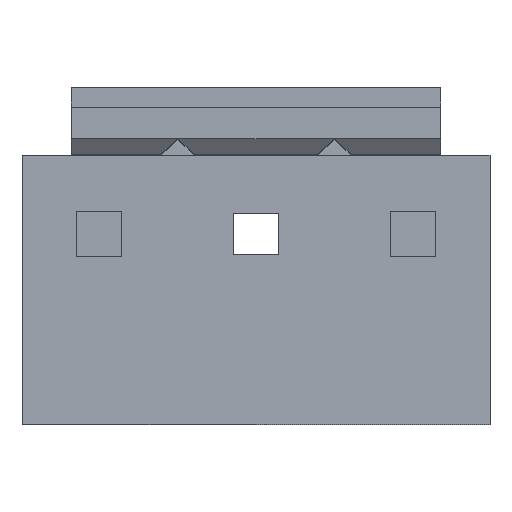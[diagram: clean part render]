
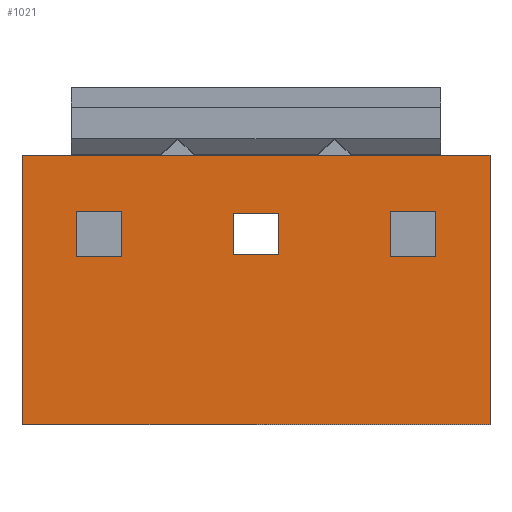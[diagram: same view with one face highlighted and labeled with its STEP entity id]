
A CAD part, top view. The second image highlights one B-rep face of the part: STEP entity #1021.
In plain terms, the highlighted planar face has unit normal (0, 0, 1).
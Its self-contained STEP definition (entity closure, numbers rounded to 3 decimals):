
#138=DIRECTION('',(0.,-1.,0.));
#139=VECTOR('',#138,6.8);
#140=CARTESIAN_POINT('',(-5.91,2.,0.));
#141=LINE('',#140,#139);
#242=DIRECTION('',(0.,-1.,0.));
#243=VECTOR('',#242,6.8);
#244=CARTESIAN_POINT('',(5.91,2.,0.));
#245=LINE('',#244,#243);
#254=DIRECTION('',(1.,0.,0.));
#255=VECTOR('',#254,11.82);
#256=CARTESIAN_POINT('',(-5.91,-4.8,0.));
#257=LINE('',#256,#255);
#258=DIRECTION('',(-1.,0.,0.));
#259=VECTOR('',#258,1.25);
#260=CARTESIAN_POINT('',(5.91,2.,0.));
#261=LINE('',#260,#259);
#262=DIRECTION('',(1.,0.,0.));
#263=VECTOR('',#262,1.25);
#264=CARTESIAN_POINT('',(-5.91,2.,0.));
#265=LINE('',#264,#263);
#266=DIRECTION('',(1.,0.,0.));
#267=VECTOR('',#266,9.32);
#268=CARTESIAN_POINT('',(-4.66,2.,0.));
#269=LINE('',#268,#267);
#270=DIRECTION('',(0.,-1.,0.));
#271=VECTOR('',#270,1.14);
#272=CARTESIAN_POINT('',(-3.39,0.57,0.));
#273=LINE('',#272,#271);
#274=DIRECTION('',(-1.,0.,0.));
#275=VECTOR('',#274,1.14);
#276=CARTESIAN_POINT('',(-3.39,0.57,0.));
#277=LINE('',#276,#275);
#278=DIRECTION('',(0.,-1.,0.));
#279=VECTOR('',#278,1.14);
#280=CARTESIAN_POINT('',(-4.53,0.57,0.));
#281=LINE('',#280,#279);
#282=DIRECTION('',(-1.,0.,0.));
#283=VECTOR('',#282,1.14);
#284=CARTESIAN_POINT('',(-3.39,-0.57,0.));
#285=LINE('',#284,#283);
#286=DIRECTION('',(0.,-1.,0.));
#287=VECTOR('',#286,1.14);
#288=CARTESIAN_POINT('',(4.53,0.57,0.));
#289=LINE('',#288,#287);
#290=DIRECTION('',(-1.,0.,0.));
#291=VECTOR('',#290,1.14);
#292=CARTESIAN_POINT('',(4.53,0.57,0.));
#293=LINE('',#292,#291);
#294=DIRECTION('',(0.,-1.,0.));
#295=VECTOR('',#294,1.14);
#296=CARTESIAN_POINT('',(3.39,0.57,0.));
#297=LINE('',#296,#295);
#298=DIRECTION('',(-1.,0.,0.));
#299=VECTOR('',#298,1.14);
#300=CARTESIAN_POINT('',(4.53,-0.57,0.));
#301=LINE('',#300,#299);
#302=DIRECTION('',(0.,-1.,0.));
#303=VECTOR('',#302,1.04);
#304=CARTESIAN_POINT('',(-0.57,0.52,0.));
#305=LINE('',#304,#303);
#306=DIRECTION('',(1.,0.,0.));
#307=VECTOR('',#306,1.14);
#308=CARTESIAN_POINT('',(-0.57,-0.52,0.));
#309=LINE('',#308,#307);
#310=DIRECTION('',(0.,1.,0.));
#311=VECTOR('',#310,1.04);
#312=CARTESIAN_POINT('',(0.57,-0.52,0.));
#313=LINE('',#312,#311);
#314=DIRECTION('',(-1.,0.,0.));
#315=VECTOR('',#314,1.14);
#316=CARTESIAN_POINT('',(0.57,0.52,0.));
#317=LINE('',#316,#315);
#654=CARTESIAN_POINT('',(-5.91,-4.8,0.));
#656=VERTEX_POINT('',#654);
#662=CARTESIAN_POINT('',(5.91,-4.8,0.));
#664=VERTEX_POINT('',#662);
#670=CARTESIAN_POINT('',(-5.91,2.,0.));
#672=VERTEX_POINT('',#670);
#674=CARTESIAN_POINT('',(5.91,2.,0.));
#676=VERTEX_POINT('',#674);
#710=CARTESIAN_POINT('',(4.66,2.,0.));
#711=VERTEX_POINT('',#710);
#712=CARTESIAN_POINT('',(-4.66,2.,0.));
#713=VERTEX_POINT('',#712);
#734=CARTESIAN_POINT('',(-3.39,0.57,0.));
#735=CARTESIAN_POINT('',(-3.39,-0.57,0.));
#736=VERTEX_POINT('',#734);
#737=VERTEX_POINT('',#735);
#738=CARTESIAN_POINT('',(-4.53,0.57,0.));
#739=CARTESIAN_POINT('',(-4.53,-0.57,0.));
#740=VERTEX_POINT('',#738);
#741=VERTEX_POINT('',#739);
#766=CARTESIAN_POINT('',(4.53,0.57,0.));
#767=CARTESIAN_POINT('',(4.53,-0.57,0.));
#768=VERTEX_POINT('',#766);
#769=VERTEX_POINT('',#767);
#770=CARTESIAN_POINT('',(3.39,0.57,0.));
#771=CARTESIAN_POINT('',(3.39,-0.57,0.));
#772=VERTEX_POINT('',#770);
#773=VERTEX_POINT('',#771);
#782=CARTESIAN_POINT('',(-0.57,0.52,0.));
#783=CARTESIAN_POINT('',(-0.57,-0.52,0.));
#784=VERTEX_POINT('',#782);
#785=VERTEX_POINT('',#783);
#786=CARTESIAN_POINT('',(0.57,-0.52,0.));
#787=VERTEX_POINT('',#786);
#788=CARTESIAN_POINT('',(0.57,0.52,0.));
#789=VERTEX_POINT('',#788);
#977=CARTESIAN_POINT('',(-5.91,2.,0.));
#978=DIRECTION('',(0.,0.,1.));
#979=DIRECTION('',(0.,-1.,0.));
#980=AXIS2_PLACEMENT_3D('',#977,#978,#979);
#981=PLANE('',#980);
#982=ORIENTED_EDGE('',*,*,#912,.F.);
#983=ORIENTED_EDGE('',*,*,#933,.T.);
#984=ORIENTED_EDGE('',*,*,#970,.F.);
#985=ORIENTED_EDGE('',*,*,#829,.F.);
#986=ORIENTED_EDGE('',*,*,#852,.T.);
#988=ORIENTED_EDGE('',*,*,#987,.T.);
#989=EDGE_LOOP('',(#982,#983,#984,#985,#986,#988));
#990=FACE_OUTER_BOUND('',#989,.F.);
#992=ORIENTED_EDGE('',*,*,#991,.F.);
#994=ORIENTED_EDGE('',*,*,#993,.T.);
#996=ORIENTED_EDGE('',*,*,#995,.T.);
#998=ORIENTED_EDGE('',*,*,#997,.F.);
#999=EDGE_LOOP('',(#992,#994,#996,#998));
#1000=FACE_BOUND('',#999,.F.);
#1002=ORIENTED_EDGE('',*,*,#1001,.F.);
#1004=ORIENTED_EDGE('',*,*,#1003,.T.);
#1006=ORIENTED_EDGE('',*,*,#1005,.T.);
#1008=ORIENTED_EDGE('',*,*,#1007,.F.);
#1009=EDGE_LOOP('',(#1002,#1004,#1006,#1008));
#1010=FACE_BOUND('',#1009,.F.);
#1012=ORIENTED_EDGE('',*,*,#1011,.T.);
#1014=ORIENTED_EDGE('',*,*,#1013,.T.);
#1016=ORIENTED_EDGE('',*,*,#1015,.T.);
#1018=ORIENTED_EDGE('',*,*,#1017,.T.);
#1019=EDGE_LOOP('',(#1012,#1014,#1016,#1018));
#1020=FACE_BOUND('',#1019,.F.);
#829=EDGE_CURVE('',#672,#656,#141,.T.);
#852=EDGE_CURVE('',#672,#713,#265,.T.);
#912=EDGE_CURVE('',#676,#711,#261,.T.);
#933=EDGE_CURVE('',#676,#664,#245,.T.);
#970=EDGE_CURVE('',#656,#664,#257,.T.);
#987=EDGE_CURVE('',#713,#711,#269,.T.);
#991=EDGE_CURVE('',#736,#737,#273,.T.);
#993=EDGE_CURVE('',#736,#740,#277,.T.);
#995=EDGE_CURVE('',#740,#741,#281,.T.);
#997=EDGE_CURVE('',#737,#741,#285,.T.);
#1001=EDGE_CURVE('',#768,#769,#289,.T.);
#1003=EDGE_CURVE('',#768,#772,#293,.T.);
#1005=EDGE_CURVE('',#772,#773,#297,.T.);
#1007=EDGE_CURVE('',#769,#773,#301,.T.);
#1011=EDGE_CURVE('',#784,#785,#305,.T.);
#1013=EDGE_CURVE('',#785,#787,#309,.T.);
#1015=EDGE_CURVE('',#787,#789,#313,.T.);
#1017=EDGE_CURVE('',#789,#784,#317,.T.);
#1021=ADVANCED_FACE('',(#990,#1000,#1010,#1020),#981,.T.);
